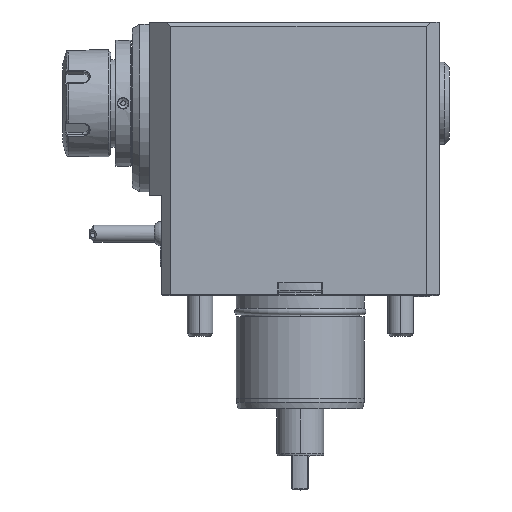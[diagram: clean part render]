
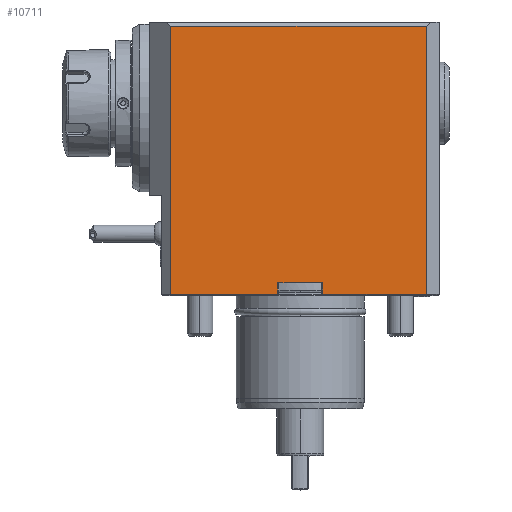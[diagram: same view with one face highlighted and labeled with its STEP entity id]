
A CAD part, top view. The second image highlights one B-rep face of the part: STEP entity #10711.
In plain terms, the highlighted planar face has unit normal (0, 0, 1).
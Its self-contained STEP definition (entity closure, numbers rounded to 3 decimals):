
#3710=DIRECTION('',(0.,-1.,0.));
#3711=VECTOR('',#3710,5.5);
#3712=CARTESIAN_POINT('',(10.5,6.,54.));
#3713=LINE('',#3712,#3711);
#3714=DIRECTION('',(0.,1.,0.));
#3715=VECTOR('',#3714,5.5);
#3716=CARTESIAN_POINT('',(-10.5,0.5,54.));
#3717=LINE('',#3716,#3715);
#3718=DIRECTION('',(-1.,0.,0.));
#3719=VECTOR('',#3718,50.2);
#3720=CARTESIAN_POINT('',(-10.5,0.5,54.));
#3721=LINE('',#3720,#3719);
#3722=DIRECTION('',(0.,1.,0.));
#3723=VECTOR('',#3722,125.5);
#3724=CARTESIAN_POINT('',(-60.7,0.5,54.));
#3725=LINE('',#3724,#3723);
#3726=DIRECTION('',(-1.,0.,0.));
#3727=VECTOR('',#3726,119.7);
#3728=CARTESIAN_POINT('',(59.,126.,54.));
#3729=LINE('',#3728,#3727);
#3730=DIRECTION('',(0.,-1.,0.));
#3731=VECTOR('',#3730,125.5);
#3732=CARTESIAN_POINT('',(59.,126.,54.));
#3733=LINE('',#3732,#3731);
#3734=DIRECTION('',(-1.,0.,0.));
#3735=VECTOR('',#3734,48.5);
#3736=CARTESIAN_POINT('',(59.,0.5,54.));
#3737=LINE('',#3736,#3735);
#3754=DIRECTION('',(-1.,0.,0.));
#3755=VECTOR('',#3754,21.);
#3756=CARTESIAN_POINT('',(10.5,6.,54.));
#3757=LINE('',#3756,#3755);
#6344=CARTESIAN_POINT('',(59.,126.,54.));
#6346=VERTEX_POINT('',#6344);
#6349=CARTESIAN_POINT('',(-60.7,126.,54.));
#6351=VERTEX_POINT('',#6349);
#6368=CARTESIAN_POINT('',(-60.7,0.5,54.));
#6370=VERTEX_POINT('',#6368);
#6381=CARTESIAN_POINT('',(59.,0.5,54.));
#6383=VERTEX_POINT('',#6381);
#6410=CARTESIAN_POINT('',(-10.5,0.5,54.));
#6411=VERTEX_POINT('',#6410);
#6412=CARTESIAN_POINT('',(10.5,0.5,54.));
#6413=VERTEX_POINT('',#6412);
#6928=CARTESIAN_POINT('',(10.5,6.,54.));
#6930=VERTEX_POINT('',#6928);
#6932=CARTESIAN_POINT('',(-10.5,6.,54.));
#6934=VERTEX_POINT('',#6932);
#10691=CARTESIAN_POINT('',(-70.7,128.,54.));
#10692=DIRECTION('',(0.,0.,1.));
#10693=DIRECTION('',(0.,-1.,0.));
#10694=AXIS2_PLACEMENT_3D('',#10691,#10692,#10693);
#10695=PLANE('',#10694);
#10697=ORIENTED_EDGE('',*,*,#10696,.F.);
#10699=ORIENTED_EDGE('',*,*,#10698,.T.);
#10701=ORIENTED_EDGE('',*,*,#10700,.F.);
#10703=ORIENTED_EDGE('',*,*,#10702,.T.);
#10704=ORIENTED_EDGE('',*,*,#9520,.T.);
#10705=ORIENTED_EDGE('',*,*,#10685,.F.);
#10706=ORIENTED_EDGE('',*,*,#10641,.T.);
#10708=ORIENTED_EDGE('',*,*,#10707,.T.);
#10709=EDGE_LOOP('',(#10697,#10699,#10701,#10703,#10704,#10705,#10706,#10708));
#10710=FACE_OUTER_BOUND('',#10709,.F.);
#9520=EDGE_CURVE('',#6370,#6351,#3725,.T.);
#10641=EDGE_CURVE('',#6346,#6383,#3733,.T.);
#10685=EDGE_CURVE('',#6346,#6351,#3729,.T.);
#10696=EDGE_CURVE('',#6930,#6413,#3713,.T.);
#10698=EDGE_CURVE('',#6930,#6934,#3757,.T.);
#10700=EDGE_CURVE('',#6411,#6934,#3717,.T.);
#10702=EDGE_CURVE('',#6411,#6370,#3721,.T.);
#10707=EDGE_CURVE('',#6383,#6413,#3737,.T.);
#10711=ADVANCED_FACE('',(#10710),#10695,.T.);
